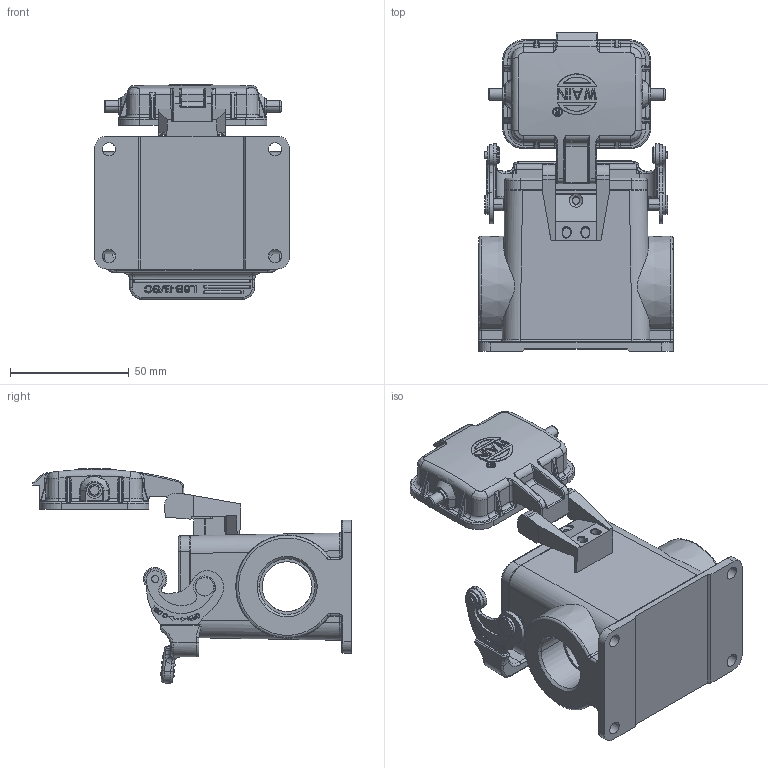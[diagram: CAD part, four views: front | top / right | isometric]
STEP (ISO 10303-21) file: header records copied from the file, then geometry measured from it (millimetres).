
FILE_DESCRIPTION((''),'2;1');
FILE_NAME('H6B-SFH-1L_SC-MCV-2PG21','2020-09-29T',('lian.chen'),(''),'PRO/ENGINEER BY PARAMETRIC TECHNOLOGY CORPORATION, 2012480','PRO/ENGINEER BY PARAMETRIC TECHNOLOGY CORPORATION, 2012480','');
FILE_SCHEMA(('AUTOMOTIVE_DESIGN { 1 0 10303 214 1 1 1 1 }'));
Products named in the file (1): H6B-SFH-1L_SC-MCV-2PG21
Bounding box: 82 x 134.27 x 90.53 mm (x, y, z)
Volume: 144852.5 mm3; surface area: 61850.3 mm2
Topology: 1 solids, 31 shells, 1794 faces, 4862 edges, 3179 vertices
Faces by surface type: plane 643, cylinder 480, extrusion 265, bspline 187, torus 160, cone 31, sphere 28
Entity records: 69379 total; most frequent: CARTESIAN_POINT 26414, ORIENTED_EDGE 9570, DIRECTION 7661, EDGE_CURVE 4826, VERTEX_POINT 3179, VECTOR 2559, AXIS2_PLACEMENT_3D 2551, LINE 2294
